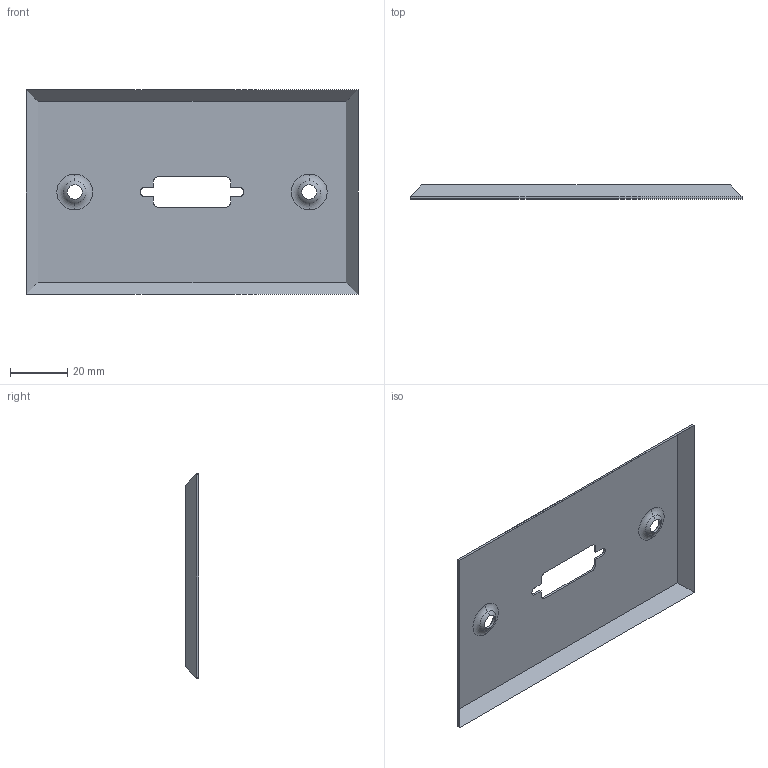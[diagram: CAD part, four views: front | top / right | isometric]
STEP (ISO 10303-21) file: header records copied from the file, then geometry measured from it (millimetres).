
FILE_DESCRIPTION (( 'STEP AP203' ), '1' );
FILE_NAME ('WPD115.STEP', '2006-06-30T19:09:34', ( ' ' ), ( ' ' ), 'SwSTEP 2.0', 'SolidWorks 2005354', '' );
FILE_SCHEMA (( 'CONFIG_CONTROL_DESIGN' ));
Length unit declared in the file: inch
Products named in the file (1): WPD115
Bounding box: 116.08 x 4.83 x 71.63 mm (x, y, z)
Volume: 6081.1 mm3; surface area: 17552.3 mm2
Topology: 1 solids, 1 shells, 50 faces, 120 edges, 72 vertices
Faces by surface type: plane 24, torus 16, cylinder 10
Entity records: 1538 total; most frequent: DIRECTION 271, CARTESIAN_POINT 252, ORIENTED_EDGE 240, EDGE_CURVE 120, AXIS2_PLACEMENT_3D 103, VERTEX_POINT 72, VECTOR 65, LINE 65
